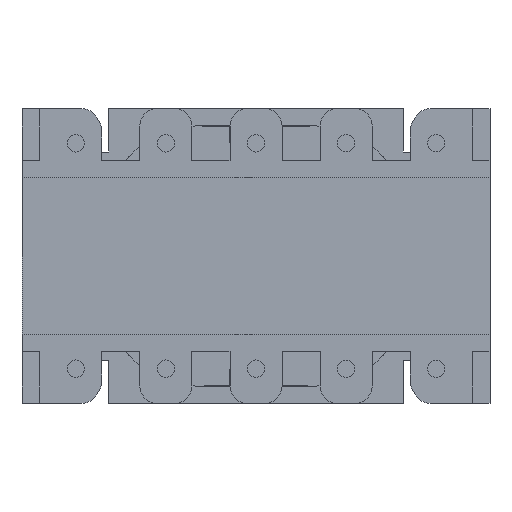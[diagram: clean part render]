
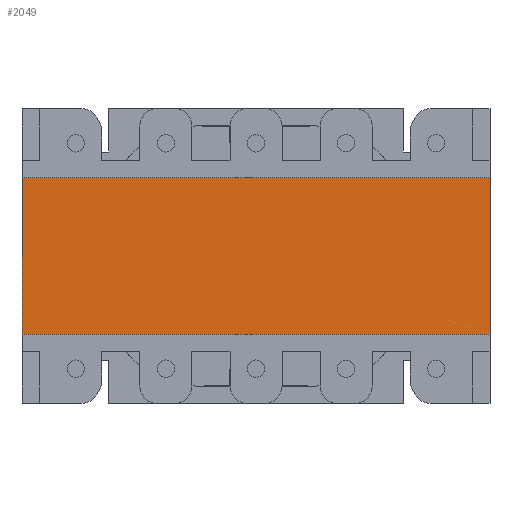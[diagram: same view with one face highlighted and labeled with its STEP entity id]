
A CAD part, front view. The second image highlights one B-rep face of the part: STEP entity #2049.
In plain terms, the highlighted planar face has unit normal (0, -1, 0).
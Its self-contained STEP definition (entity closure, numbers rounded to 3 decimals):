
#242 = CARTESIAN_POINT ( 'NONE',  ( -13.5, -7.5, 0. ) ) ;
#269 = EDGE_CURVE ( 'NONE', #617, #2355, #4305, .T. ) ;
#476 = CARTESIAN_POINT ( 'NONE',  ( -13.5, -7.5, 13. ) ) ;
#617 = VERTEX_POINT ( 'NONE', #476 ) ;
#806 = CARTESIAN_POINT ( 'NONE',  ( 13.5, -7.5, 13. ) ) ;
#958 = ORIENTED_EDGE ( 'NONE', *, *, #3904, .T. ) ;
#985 = CARTESIAN_POINT ( 'NONE',  ( 13.5, -7.5, 4. ) ) ;
#1061 = ORIENTED_EDGE ( 'NONE', *, *, #2367, .F. ) ;
#1461 = EDGE_LOOP ( 'NONE', ( #4567, #958, #1061, #3732 ) ) ;
#1736 = DIRECTION ( 'NONE',  ( 0., 0., -1. ) ) ;
#1853 = VERTEX_POINT ( 'NONE', #985 ) ;
#2049 = ADVANCED_FACE ( 'NONE', ( #3069 ), #3172, .T. ) ;
#2122 = DIRECTION ( 'NONE',  ( 0., 0., -1. ) ) ;
#2189 = VECTOR ( 'NONE', #3771, 1000. ) ;
#2200 = VERTEX_POINT ( 'NONE', #806 ) ;
#2263 = CARTESIAN_POINT ( 'NONE',  ( -13.501, -7.5, 4. ) ) ;
#2350 = VECTOR ( 'NONE', #2122, 1000. ) ;
#2355 = VERTEX_POINT ( 'NONE', #3750 ) ;
#2367 = EDGE_CURVE ( 'NONE', #2200, #1853, #4667, .T. ) ;
#2618 = LINE ( 'NONE', #2263, #3534 ) ;
#2829 = DIRECTION ( 'NONE',  ( 0., -1., 0. ) ) ;
#2855 = EDGE_CURVE ( 'NONE', #617, #2200, #4146, .T. ) ;
#2975 = DIRECTION ( 'NONE',  ( 1., 0., 0. ) ) ;
#3069 = FACE_OUTER_BOUND ( 'NONE', #1461, .T. ) ;
#3172 = PLANE ( 'NONE',  #4613 ) ;
#3416 = DIRECTION ( 'NONE',  ( 1., 0., 0. ) ) ;
#3534 = VECTOR ( 'NONE', #3416, 1000. ) ;
#3732 = ORIENTED_EDGE ( 'NONE', *, *, #2855, .F. ) ;
#3750 = CARTESIAN_POINT ( 'NONE',  ( -13.5, -7.5, 4. ) ) ;
#3771 = DIRECTION ( 'NONE',  ( 0., 0., -1. ) ) ;
#3904 = EDGE_CURVE ( 'NONE', #2355, #1853, #2618, .T. ) ;
#3932 = CARTESIAN_POINT ( 'NONE',  ( -13.501, -7.5, 0. ) ) ;
#3990 = VECTOR ( 'NONE', #2975, 1000. ) ;
#4058 = CARTESIAN_POINT ( 'NONE',  ( -13.501, -7.5, 13. ) ) ;
#4146 = LINE ( 'NONE', #4058, #3990 ) ;
#4305 = LINE ( 'NONE', #242, #2350 ) ;
#4484 = CARTESIAN_POINT ( 'NONE',  ( 13.5, -7.5, 0. ) ) ;
#4567 = ORIENTED_EDGE ( 'NONE', *, *, #269, .T. ) ;
#4613 = AXIS2_PLACEMENT_3D ( 'NONE', #3932, #2829, #1736 ) ;
#4667 = LINE ( 'NONE', #4484, #2189 ) ;
